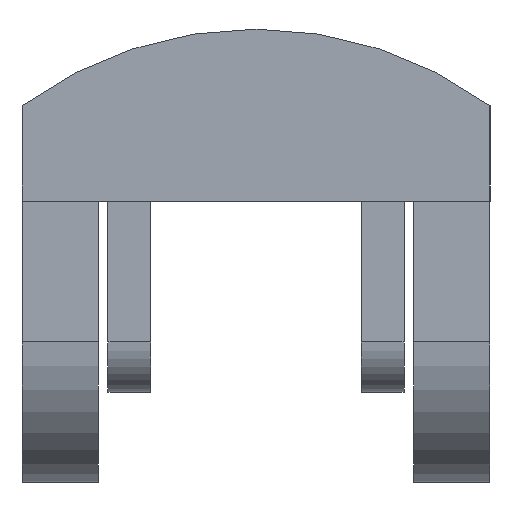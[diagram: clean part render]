
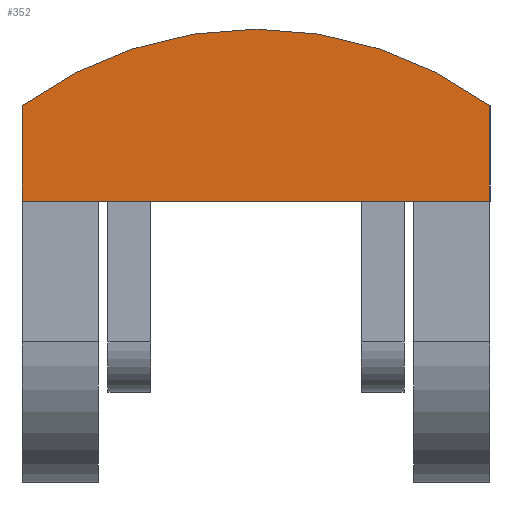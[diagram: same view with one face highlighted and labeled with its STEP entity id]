
A CAD part, left-side view. The second image highlights one B-rep face of the part: STEP entity #352.
In plain terms, the highlighted planar face has unit normal (-1, 0, 0).
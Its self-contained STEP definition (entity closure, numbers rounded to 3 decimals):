
#65 = DIRECTION ( 'NONE',  ( 0., 0., -1. ) ) ;
#72 = CARTESIAN_POINT ( 'NONE',  ( -100., 0., -28.516 ) ) ;
#83 = CARTESIAN_POINT ( 'NONE',  ( -100., -24.5, 5. ) ) ;
#90 = EDGE_CURVE ( 'NONE', #1415, #649, #467, .T. ) ;
#120 = AXIS2_PLACEMENT_3D ( 'NONE', #958, #1192, #395 ) ;
#172 = CIRCLE ( 'NONE', #120, 41.516 ) ;
#197 = CARTESIAN_POINT ( 'NONE',  ( -100., 24.5, 0. ) ) ;
#221 = CARTESIAN_POINT ( 'NONE',  ( -100., 0., -5. ) ) ;
#269 = CARTESIAN_POINT ( 'NONE',  ( -100., 24.5, -5. ) ) ;
#304 = LINE ( 'NONE', #197, #761 ) ;
#330 = ORIENTED_EDGE ( 'NONE', *, *, #90, .F. ) ;
#352 = ADVANCED_FACE ( 'NONE', ( #638 ), #863, .F. ) ;
#374 = EDGE_CURVE ( 'NONE', #1320, #1218, #1465, .T. ) ;
#395 = DIRECTION ( 'NONE',  ( 0., 0., 1. ) ) ;
#467 = LINE ( 'NONE', #221, #905 ) ;
#540 = CARTESIAN_POINT ( 'NONE',  ( -100., 0., 0. ) ) ;
#592 = EDGE_LOOP ( 'NONE', ( #1248, #757, #1019, #1150, #330 ) ) ;
#627 = DIRECTION ( 'NONE',  ( 1., 0., 0. ) ) ;
#638 = FACE_OUTER_BOUND ( 'NONE', #592, .T. ) ;
#641 = DIRECTION ( 'NONE',  ( 0., 0., 1. ) ) ;
#649 = VERTEX_POINT ( 'NONE', #269 ) ;
#671 = LINE ( 'NONE', #770, #1179 ) ;
#727 = CARTESIAN_POINT ( 'NONE',  ( -100., -24.5, -5. ) ) ;
#753 = CARTESIAN_POINT ( 'NONE',  ( -100., 0., 13. ) ) ;
#757 = ORIENTED_EDGE ( 'NONE', *, *, #374, .T. ) ;
#761 = VECTOR ( 'NONE', #641, 1000. ) ;
#763 = DIRECTION ( 'NONE',  ( 0., 0., 1. ) ) ;
#770 = CARTESIAN_POINT ( 'NONE',  ( -100., -24.5, 0. ) ) ;
#863 = PLANE ( 'NONE',  #1345 ) ;
#875 = EDGE_CURVE ( 'NONE', #1218, #1306, #172, .T. ) ;
#905 = VECTOR ( 'NONE', #1459, 1000. ) ;
#958 = CARTESIAN_POINT ( 'NONE',  ( -100., 0., -28.516 ) ) ;
#966 = EDGE_CURVE ( 'NONE', #1415, #1320, #671, .T. ) ;
#1010 = DIRECTION ( 'NONE',  ( 0., 0., 1. ) ) ;
#1019 = ORIENTED_EDGE ( 'NONE', *, *, #875, .T. ) ;
#1074 = DIRECTION ( 'NONE',  ( -1., 0., 0. ) ) ;
#1150 = ORIENTED_EDGE ( 'NONE', *, *, #1249, .F. ) ;
#1179 = VECTOR ( 'NONE', #1010, 1000. ) ;
#1192 = DIRECTION ( 'NONE',  ( -1., 0., 0. ) ) ;
#1218 = VERTEX_POINT ( 'NONE', #753 ) ;
#1224 = AXIS2_PLACEMENT_3D ( 'NONE', #72, #1074, #763 ) ;
#1248 = ORIENTED_EDGE ( 'NONE', *, *, #966, .T. ) ;
#1249 = EDGE_CURVE ( 'NONE', #649, #1306, #304, .T. ) ;
#1254 = CARTESIAN_POINT ( 'NONE',  ( -100., 24.5, 5. ) ) ;
#1306 = VERTEX_POINT ( 'NONE', #1254 ) ;
#1320 = VERTEX_POINT ( 'NONE', #83 ) ;
#1345 = AXIS2_PLACEMENT_3D ( 'NONE', #540, #627, #65 ) ;
#1415 = VERTEX_POINT ( 'NONE', #727 ) ;
#1459 = DIRECTION ( 'NONE',  ( 0., 1., 0. ) ) ;
#1465 = CIRCLE ( 'NONE', #1224, 41.516 ) ;
